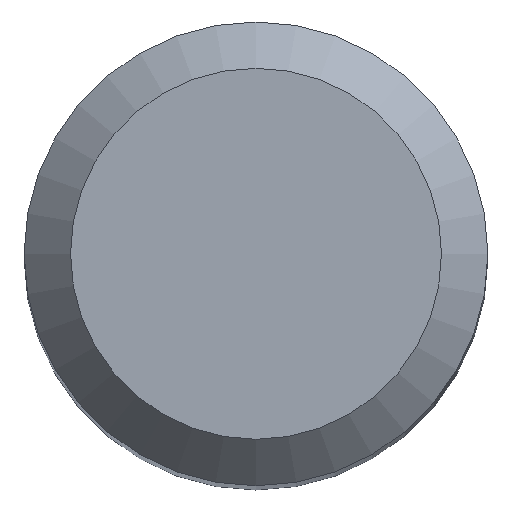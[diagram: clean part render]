
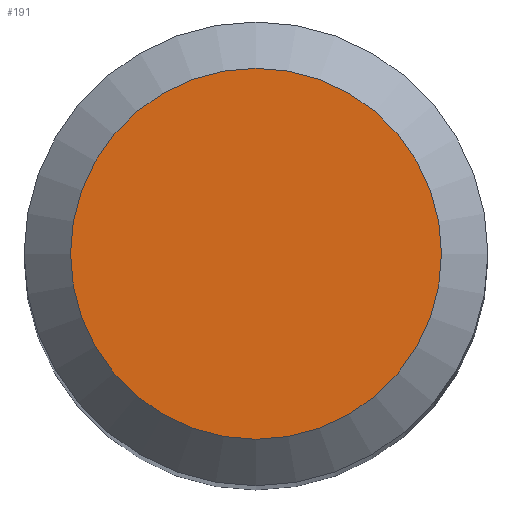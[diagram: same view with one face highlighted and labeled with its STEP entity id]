
A CAD part, top view. The second image highlights one B-rep face of the part: STEP entity #191.
In plain terms, the highlighted planar face has unit normal (0, 0, 1).
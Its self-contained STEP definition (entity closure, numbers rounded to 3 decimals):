
#21 = CARTESIAN_POINT ( 'NONE',  ( 0., 0., 72. ) ) ;
#25 = FACE_OUTER_BOUND ( 'NONE', #62, .T. ) ;
#32 = ORIENTED_EDGE ( 'NONE', *, *, #105, .F. ) ;
#53 = CARTESIAN_POINT ( 'NONE',  ( 0., 4., 72. ) ) ;
#62 = EDGE_LOOP ( 'NONE', ( #32 ) ) ;
#86 = CARTESIAN_POINT ( 'NONE',  ( 0., 0., 72. ) ) ;
#105 = EDGE_CURVE ( 'NONE', #168, #168, #209, .T. ) ;
#120 = DIRECTION ( 'NONE',  ( 0., 0., -1. ) ) ;
#134 = AXIS2_PLACEMENT_3D ( 'NONE', #21, #120, #225 ) ;
#151 = PLANE ( 'NONE',  #243 ) ;
#167 = DIRECTION ( 'NONE',  ( 0., 1., 0. ) ) ;
#168 = VERTEX_POINT ( 'NONE', #53 ) ;
#170 = DIRECTION ( 'NONE',  ( 0., 0., -1. ) ) ;
#191 = ADVANCED_FACE ( 'NONE', ( #25 ), #151, .F. ) ;
#209 = CIRCLE ( 'NONE', #134, 4. ) ;
#225 = DIRECTION ( 'NONE',  ( 0., 1., 0. ) ) ;
#243 = AXIS2_PLACEMENT_3D ( 'NONE', #86, #170, #167 ) ;
